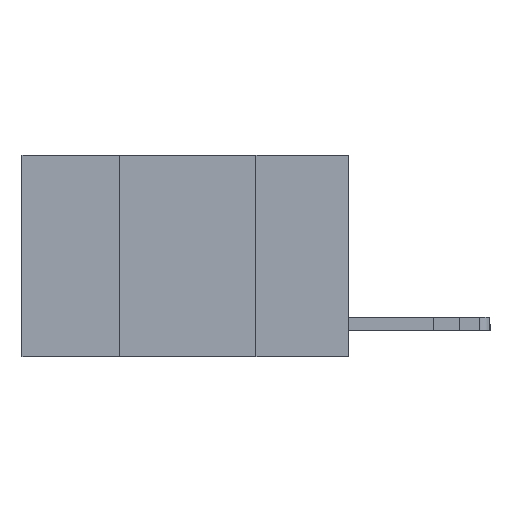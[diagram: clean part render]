
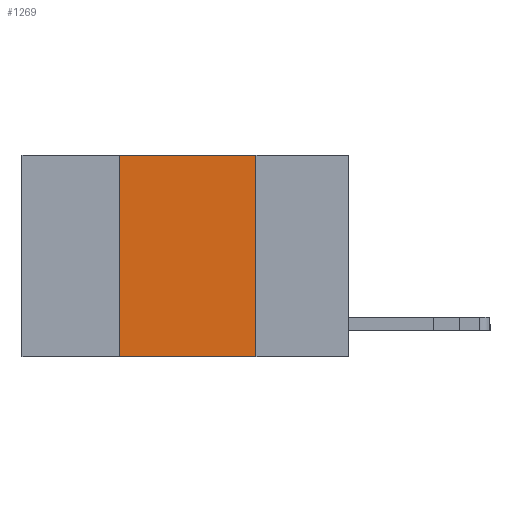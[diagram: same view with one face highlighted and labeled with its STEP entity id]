
A CAD part, left-side view. The second image highlights one B-rep face of the part: STEP entity #1269.
In plain terms, the highlighted planar face has unit normal (-1, 0, 0).
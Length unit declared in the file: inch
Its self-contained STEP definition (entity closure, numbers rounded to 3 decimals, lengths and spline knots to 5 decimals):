
#210 = LINE ( 'NONE', #16160, #12844 ) ;
#439 = DIRECTION ( 'NONE',  ( 0., -1., 0. ) ) ;
#653 = CARTESIAN_POINT ( 'NONE',  ( 0., 0.6, 0. ) ) ;
#998 = DIRECTION ( 'NONE',  ( 1., 0., 0. ) ) ;
#1269 = ADVANCED_FACE ( 'NONE', ( #15259 ), #7175, .F. ) ;
#1924 = VERTEX_POINT ( 'NONE', #10098 ) ;
#2070 = CARTESIAN_POINT ( 'NONE',  ( 0., 0.42, -0.37 ) ) ;
#3240 = EDGE_CURVE ( 'NONE', #10027, #14718, #11806, .T. ) ;
#3383 = EDGE_CURVE ( 'NONE', #9797, #14718, #4469, .T. ) ;
#4469 = LINE ( 'NONE', #10926, #6943 ) ;
#6943 = VECTOR ( 'NONE', #20711, 39.37008 ) ;
#7175 = PLANE ( 'NONE',  #8976 ) ;
#7381 = EDGE_CURVE ( 'NONE', #9797, #1924, #210, .T. ) ;
#7384 = CARTESIAN_POINT ( 'NONE',  ( 0., 0.6, 0. ) ) ;
#7916 = CARTESIAN_POINT ( 'NONE',  ( 0., 0.17, -0.37 ) ) ;
#8011 = ORIENTED_EDGE ( 'NONE', *, *, #3240, .F. ) ;
#8189 = DIRECTION ( 'NONE',  ( 0., 0., 1. ) ) ;
#8305 = ORIENTED_EDGE ( 'NONE', *, *, #3383, .T. ) ;
#8331 = ORIENTED_EDGE ( 'NONE', *, *, #7381, .F. ) ;
#8718 = CARTESIAN_POINT ( 'NONE',  ( 0., 0.17, 0. ) ) ;
#8976 = AXIS2_PLACEMENT_3D ( 'NONE', #7384, #998, #13871 ) ;
#9307 = VECTOR ( 'NONE', #16804, 39.37008 ) ;
#9441 = VECTOR ( 'NONE', #439, 39.37008 ) ;
#9797 = VERTEX_POINT ( 'NONE', #2070 ) ;
#10027 = VERTEX_POINT ( 'NONE', #17046 ) ;
#10098 = CARTESIAN_POINT ( 'NONE',  ( 0., 0.42, 0. ) ) ;
#10926 = CARTESIAN_POINT ( 'NONE',  ( 0., 0.6, -0.37 ) ) ;
#11806 = LINE ( 'NONE', #8718, #9307 ) ;
#12844 = VECTOR ( 'NONE', #8189, 39.37008 ) ;
#13871 = DIRECTION ( 'NONE',  ( 0., 0., -1. ) ) ;
#14528 = ORIENTED_EDGE ( 'NONE', *, *, #17165, .F. ) ;
#14718 = VERTEX_POINT ( 'NONE', #7916 ) ;
#15259 = FACE_OUTER_BOUND ( 'NONE', #21013, .T. ) ;
#16160 = CARTESIAN_POINT ( 'NONE',  ( 0., 0.42, 0. ) ) ;
#16804 = DIRECTION ( 'NONE',  ( 0., 0., -1. ) ) ;
#17046 = CARTESIAN_POINT ( 'NONE',  ( 0., 0.17, 0. ) ) ;
#17165 = EDGE_CURVE ( 'NONE', #1924, #10027, #18516, .T. ) ;
#18516 = LINE ( 'NONE', #653, #9441 ) ;
#20711 = DIRECTION ( 'NONE',  ( 0., -1., 0. ) ) ;
#21013 = EDGE_LOOP ( 'NONE', ( #8011, #14528, #8331, #8305 ) ) ;
